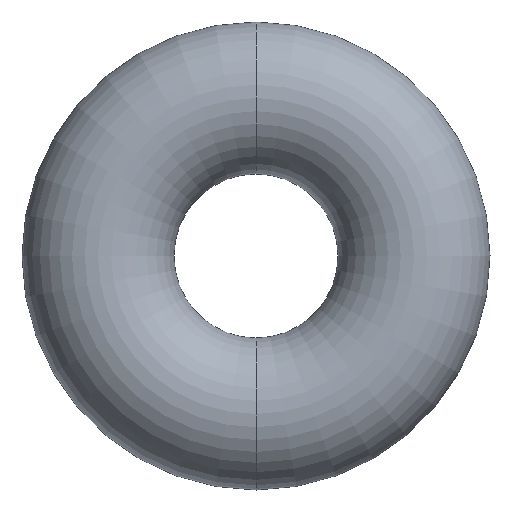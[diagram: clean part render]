
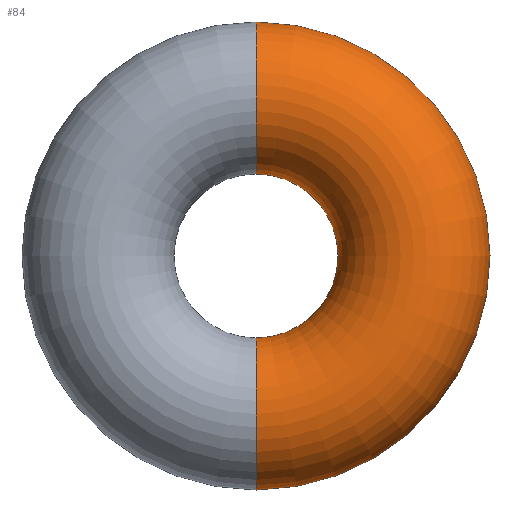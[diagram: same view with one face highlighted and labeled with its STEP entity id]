
A CAD part, front view. The second image highlights one B-rep face of the part: STEP entity #84.
In plain terms, the highlighted toroidal (fillet/blend) face has major radius 42.16 mm and minor radius 20.287 mm.
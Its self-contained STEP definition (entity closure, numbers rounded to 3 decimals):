
#6 = VERTEX_POINT ( 'NONE', #26 ) ;
#8 = CARTESIAN_POINT ( 'NONE',  ( 0., -8.269, 0. ) ) ;
#9 = CIRCLE ( 'NONE', #156, 20.287 ) ;
#17 = AXIS2_PLACEMENT_3D ( 'NONE', #101, #48, #33 ) ;
#18 = CARTESIAN_POINT ( 'NONE',  ( 0., -8.269, 0. ) ) ;
#21 = CIRCLE ( 'NONE', #244, 20.287 ) ;
#26 = CARTESIAN_POINT ( 'NONE',  ( 0., -8.269, -62.447 ) ) ;
#33 = DIRECTION ( 'NONE',  ( 0., 0., 1. ) ) ;
#39 = CARTESIAN_POINT ( 'NONE',  ( 0., -8.269, 42.16 ) ) ;
#46 = DIRECTION ( 'NONE',  ( 0., 0., -1. ) ) ;
#48 = DIRECTION ( 'NONE',  ( 0., 1., 0. ) ) ;
#63 = DIRECTION ( 'NONE',  ( 1., 0., 0. ) ) ;
#64 = DIRECTION ( 'NONE',  ( 0., 1., 0. ) ) ;
#69 = DIRECTION ( 'NONE',  ( 0., 1., 0. ) ) ;
#75 = EDGE_CURVE ( 'NONE', #207, #6, #9, .T. ) ;
#77 = ORIENTED_EDGE ( 'NONE', *, *, #251, .F. ) ;
#84 = ADVANCED_FACE ( 'NONE', ( #175 ), #236, .T. ) ;
#85 = CIRCLE ( 'NONE', #89, 62.447 ) ;
#89 = AXIS2_PLACEMENT_3D ( 'NONE', #18, #69, #160 ) ;
#90 = DIRECTION ( 'NONE',  ( -1., 0., 0. ) ) ;
#101 = CARTESIAN_POINT ( 'NONE',  ( 0., -8.269, 0. ) ) ;
#104 = CARTESIAN_POINT ( 'NONE',  ( 0., -8.269, 21.873 ) ) ;
#119 = VERTEX_POINT ( 'NONE', #104 ) ;
#123 = AXIS2_PLACEMENT_3D ( 'NONE', #8, #64, #208 ) ;
#128 = EDGE_CURVE ( 'NONE', #119, #207, #186, .T. ) ;
#143 = ORIENTED_EDGE ( 'NONE', *, *, #182, .F. ) ;
#144 = VERTEX_POINT ( 'NONE', #253 ) ;
#156 = AXIS2_PLACEMENT_3D ( 'NONE', #259, #63, #46 ) ;
#160 = DIRECTION ( 'NONE',  ( 0., 0., 1. ) ) ;
#163 = EDGE_LOOP ( 'NONE', ( #143, #77, #229, #200 ) ) ;
#175 = FACE_OUTER_BOUND ( 'NONE', #163, .T. ) ;
#177 = DIRECTION ( 'NONE',  ( 0., 0., 1. ) ) ;
#182 = EDGE_CURVE ( 'NONE', #144, #6, #85, .T. ) ;
#186 = CIRCLE ( 'NONE', #17, 21.873 ) ;
#200 = ORIENTED_EDGE ( 'NONE', *, *, #75, .T. ) ;
#207 = VERTEX_POINT ( 'NONE', #235 ) ;
#208 = DIRECTION ( 'NONE',  ( 0., 0., 1. ) ) ;
#229 = ORIENTED_EDGE ( 'NONE', *, *, #128, .T. ) ;
#235 = CARTESIAN_POINT ( 'NONE',  ( 0., -8.269, -21.873 ) ) ;
#236 = TOROIDAL_SURFACE ( 'NONE', #123, 42.16, 20.287 ) ;
#244 = AXIS2_PLACEMENT_3D ( 'NONE', #39, #90, #177 ) ;
#251 = EDGE_CURVE ( 'NONE', #119, #144, #21, .T. ) ;
#253 = CARTESIAN_POINT ( 'NONE',  ( 0., -8.269, 62.447 ) ) ;
#259 = CARTESIAN_POINT ( 'NONE',  ( 0., -8.269, -42.16 ) ) ;
